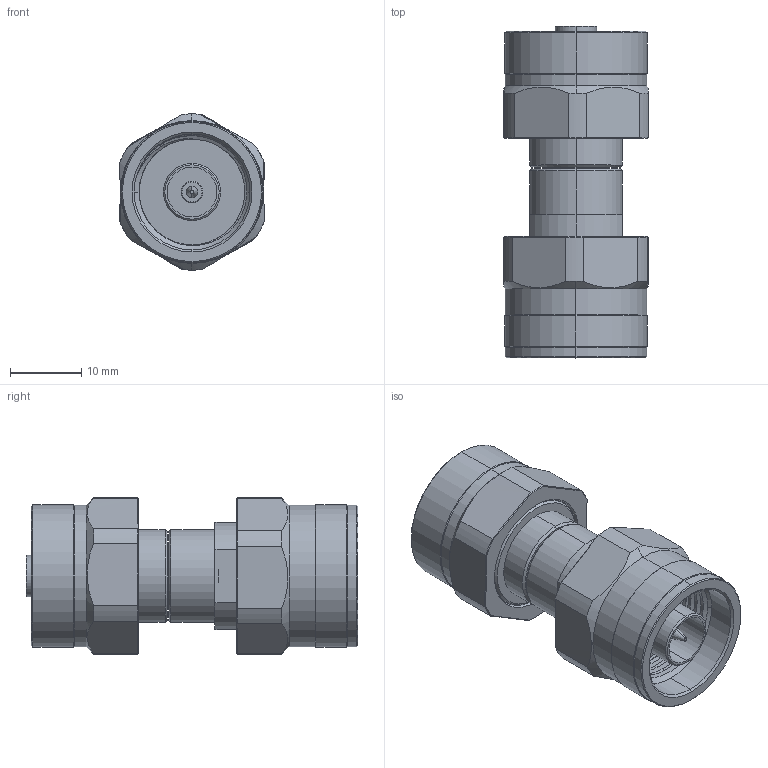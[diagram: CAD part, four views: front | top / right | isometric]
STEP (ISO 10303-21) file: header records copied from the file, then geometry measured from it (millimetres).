
FILE_DESCRIPTION (( 'STEP AP214' ), '1' );
FILE_NAME ('SM9985_3D.STEP', '2021-08-18T18:57:12', ( '' ), ( '' ), 'SwSTEP 2.0', 'SolidWorks 2021', '' );
FILE_SCHEMA (( 'AUTOMOTIVE_DESIGN' ));
Length unit declared in the file: inch
Products named in the file (3): PE9987_2; SM9985_3D; PE9978_2
Assembly tree (2 placements, depth 2):
  SM9985_3D
    PE9978_2
    PE9987_2
Bounding box: 20.28 x 46.5 x 21.9 mm (x, y, z)
Volume: 9255.8 mm3; surface area: 7011 mm2
Topology: 2 solids, 2 shells, 206 faces, 477 edges, 298 vertices
Faces by surface type: cylinder 84, cone 58, plane 57, bspline 7
Entity records: 8383 total; most frequent: CARTESIAN_POINT 3670, DIRECTION 988, ORIENTED_EDGE 954, EDGE_CURVE 477, AXIS2_PLACEMENT_3D 402, VERTEX_POINT 298, EDGE_LOOP 229, FACE_OUTER_BOUND 206
